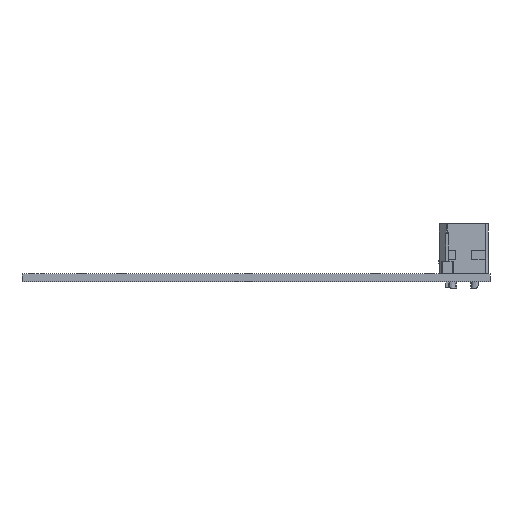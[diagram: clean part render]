
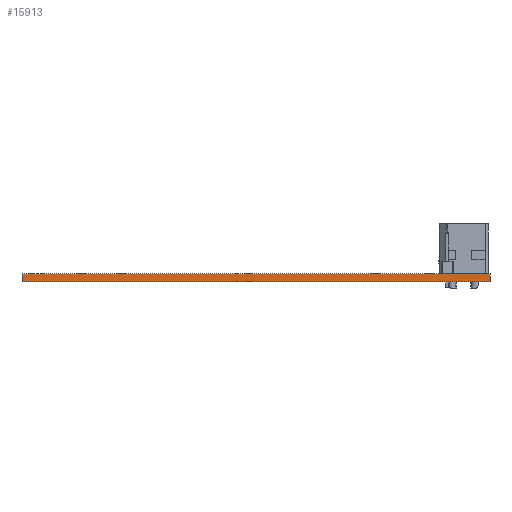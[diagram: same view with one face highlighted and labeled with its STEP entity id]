
A CAD part, front view. The second image highlights one B-rep face of the part: STEP entity #15913.
In plain terms, the highlighted planar face has unit normal (0, -1, 0).
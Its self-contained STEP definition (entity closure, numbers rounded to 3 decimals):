
#15797 = EDGE_CURVE('',#15798,#15800,#15802,.T.);
#15798 = VERTEX_POINT('',#15799);
#15799 = CARTESIAN_POINT('',(0.,-160.,0.));
#15800 = VERTEX_POINT('',#15801);
#15801 = CARTESIAN_POINT('',(0.,-160.,1.6));
#15802 = SURFACE_CURVE('',#15803,(#15807,#15819),.PCURVE_S1.);
#15803 = LINE('',#15804,#15805);
#15804 = CARTESIAN_POINT('',(0.,-160.,0.));
#15805 = VECTOR('',#15806,1.);
#15806 = DIRECTION('',(0.,0.,1.));
#15807 = PCURVE('',#15808,#15813);
#15808 = PLANE('',#15809);
#15809 = AXIS2_PLACEMENT_3D('',#15810,#15811,#15812);
#15810 = CARTESIAN_POINT('',(0.,-160.,0.));
#15811 = DIRECTION('',(-1.,0.,0.));
#15812 = DIRECTION('',(0.,1.,0.));
#15813 = DEFINITIONAL_REPRESENTATION('',(#15814),#15818);
#15814 = LINE('',#15815,#15816);
#15815 = CARTESIAN_POINT('',(0.,0.));
#15816 = VECTOR('',#15817,1.);
#15817 = DIRECTION('',(0.,-1.));
#15818 = ( GEOMETRIC_REPRESENTATION_CONTEXT(2) 
PARAMETRIC_REPRESENTATION_CONTEXT() REPRESENTATION_CONTEXT('2D SPACE',''
  ) );
#15819 = PCURVE('',#15820,#15825);
#15820 = PLANE('',#15821);
#15821 = AXIS2_PLACEMENT_3D('',#15822,#15823,#15824);
#15822 = CARTESIAN_POINT('',(98.,-160.,0.));
#15823 = DIRECTION('',(0.,-1.,0.));
#15824 = DIRECTION('',(-1.,0.,0.));
#15825 = DEFINITIONAL_REPRESENTATION('',(#15826),#15830);
#15826 = LINE('',#15827,#15828);
#15827 = CARTESIAN_POINT('',(98.,0.));
#15828 = VECTOR('',#15829,1.);
#15829 = DIRECTION('',(0.,-1.));
#15830 = ( GEOMETRIC_REPRESENTATION_CONTEXT(2) 
PARAMETRIC_REPRESENTATION_CONTEXT() REPRESENTATION_CONTEXT('2D SPACE',''
  ) );
#15848 = PLANE('',#15849);
#15849 = AXIS2_PLACEMENT_3D('',#15850,#15851,#15852);
#15850 = CARTESIAN_POINT('',(49.,-80.,1.6));
#15851 = DIRECTION('',(-0.,-0.,-1.));
#15852 = DIRECTION('',(-1.,0.,0.));
#15902 = PLANE('',#15903);
#15903 = AXIS2_PLACEMENT_3D('',#15904,#15905,#15906);
#15904 = CARTESIAN_POINT('',(49.,-80.,0.));
#15905 = DIRECTION('',(-0.,-0.,-1.));
#15906 = DIRECTION('',(-1.,0.,0.));
#15913 = ADVANCED_FACE('',(#15914),#15820,.T.);
#15914 = FACE_BOUND('',#15915,.T.);
#15915 = EDGE_LOOP('',(#15916,#15946,#15967,#15968));
#15916 = ORIENTED_EDGE('',*,*,#15917,.T.);
#15917 = EDGE_CURVE('',#15918,#15920,#15922,.T.);
#15918 = VERTEX_POINT('',#15919);
#15919 = CARTESIAN_POINT('',(98.,-160.,0.));
#15920 = VERTEX_POINT('',#15921);
#15921 = CARTESIAN_POINT('',(98.,-160.,1.6));
#15922 = SURFACE_CURVE('',#15923,(#15927,#15934),.PCURVE_S1.);
#15923 = LINE('',#15924,#15925);
#15924 = CARTESIAN_POINT('',(98.,-160.,0.));
#15925 = VECTOR('',#15926,1.);
#15926 = DIRECTION('',(0.,0.,1.));
#15927 = PCURVE('',#15820,#15928);
#15928 = DEFINITIONAL_REPRESENTATION('',(#15929),#15933);
#15929 = LINE('',#15930,#15931);
#15930 = CARTESIAN_POINT('',(0.,-0.));
#15931 = VECTOR('',#15932,1.);
#15932 = DIRECTION('',(0.,-1.));
#15933 = ( GEOMETRIC_REPRESENTATION_CONTEXT(2) 
PARAMETRIC_REPRESENTATION_CONTEXT() REPRESENTATION_CONTEXT('2D SPACE',''
  ) );
#15934 = PCURVE('',#15935,#15940);
#15935 = PLANE('',#15936);
#15936 = AXIS2_PLACEMENT_3D('',#15937,#15938,#15939);
#15937 = CARTESIAN_POINT('',(98.,-0.,0.));
#15938 = DIRECTION('',(1.,0.,-0.));
#15939 = DIRECTION('',(0.,-1.,0.));
#15940 = DEFINITIONAL_REPRESENTATION('',(#15941),#15945);
#15941 = LINE('',#15942,#15943);
#15942 = CARTESIAN_POINT('',(160.,0.));
#15943 = VECTOR('',#15944,1.);
#15944 = DIRECTION('',(0.,-1.));
#15945 = ( GEOMETRIC_REPRESENTATION_CONTEXT(2) 
PARAMETRIC_REPRESENTATION_CONTEXT() REPRESENTATION_CONTEXT('2D SPACE',''
  ) );
#15946 = ORIENTED_EDGE('',*,*,#15947,.T.);
#15947 = EDGE_CURVE('',#15920,#15800,#15948,.T.);
#15948 = SURFACE_CURVE('',#15949,(#15953,#15960),.PCURVE_S1.);
#15949 = LINE('',#15950,#15951);
#15950 = CARTESIAN_POINT('',(98.,-160.,1.6));
#15951 = VECTOR('',#15952,1.);
#15952 = DIRECTION('',(-1.,0.,0.));
#15953 = PCURVE('',#15820,#15954);
#15954 = DEFINITIONAL_REPRESENTATION('',(#15955),#15959);
#15955 = LINE('',#15956,#15957);
#15956 = CARTESIAN_POINT('',(0.,-1.6));
#15957 = VECTOR('',#15958,1.);
#15958 = DIRECTION('',(1.,0.));
#15959 = ( GEOMETRIC_REPRESENTATION_CONTEXT(2) 
PARAMETRIC_REPRESENTATION_CONTEXT() REPRESENTATION_CONTEXT('2D SPACE',''
  ) );
#15960 = PCURVE('',#15848,#15961);
#15961 = DEFINITIONAL_REPRESENTATION('',(#15962),#15966);
#15962 = LINE('',#15963,#15964);
#15963 = CARTESIAN_POINT('',(-49.,-80.));
#15964 = VECTOR('',#15965,1.);
#15965 = DIRECTION('',(1.,0.));
#15966 = ( GEOMETRIC_REPRESENTATION_CONTEXT(2) 
PARAMETRIC_REPRESENTATION_CONTEXT() REPRESENTATION_CONTEXT('2D SPACE',''
  ) );
#15967 = ORIENTED_EDGE('',*,*,#15797,.F.);
#15968 = ORIENTED_EDGE('',*,*,#15969,.F.);
#15969 = EDGE_CURVE('',#15918,#15798,#15970,.T.);
#15970 = SURFACE_CURVE('',#15971,(#15975,#15982),.PCURVE_S1.);
#15971 = LINE('',#15972,#15973);
#15972 = CARTESIAN_POINT('',(98.,-160.,0.));
#15973 = VECTOR('',#15974,1.);
#15974 = DIRECTION('',(-1.,0.,0.));
#15975 = PCURVE('',#15820,#15976);
#15976 = DEFINITIONAL_REPRESENTATION('',(#15977),#15981);
#15977 = LINE('',#15978,#15979);
#15978 = CARTESIAN_POINT('',(0.,-0.));
#15979 = VECTOR('',#15980,1.);
#15980 = DIRECTION('',(1.,0.));
#15981 = ( GEOMETRIC_REPRESENTATION_CONTEXT(2) 
PARAMETRIC_REPRESENTATION_CONTEXT() REPRESENTATION_CONTEXT('2D SPACE',''
  ) );
#15982 = PCURVE('',#15902,#15983);
#15983 = DEFINITIONAL_REPRESENTATION('',(#15984),#15988);
#15984 = LINE('',#15985,#15986);
#15985 = CARTESIAN_POINT('',(-49.,-80.));
#15986 = VECTOR('',#15987,1.);
#15987 = DIRECTION('',(1.,0.));
#15988 = ( GEOMETRIC_REPRESENTATION_CONTEXT(2) 
PARAMETRIC_REPRESENTATION_CONTEXT() REPRESENTATION_CONTEXT('2D SPACE',''
  ) );
